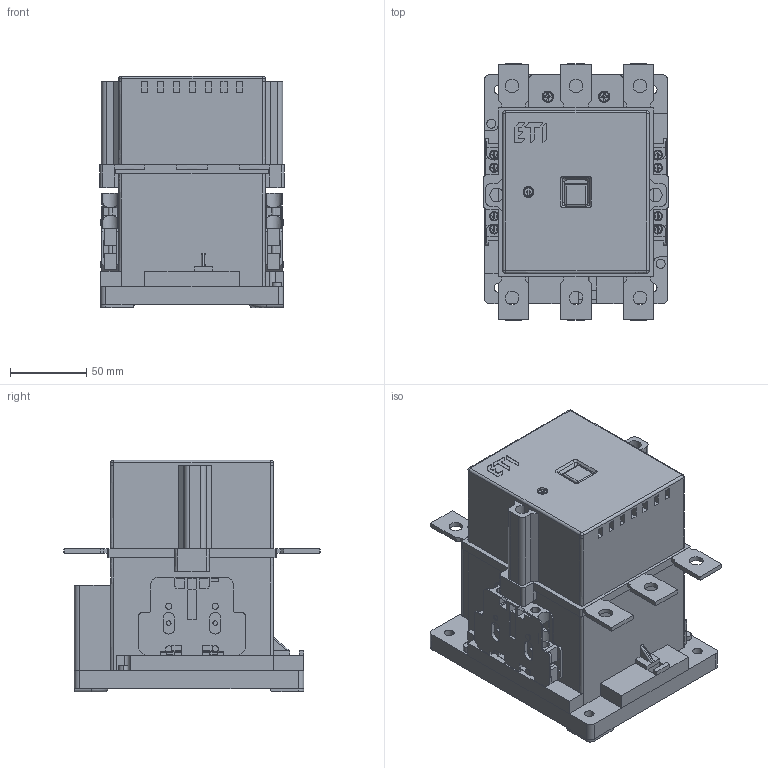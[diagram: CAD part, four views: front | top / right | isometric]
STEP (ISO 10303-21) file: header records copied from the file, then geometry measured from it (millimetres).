
FILE_DESCRIPTION((''),'2;1');
FILE_NAME('CES_140_22_ASM_ASM','2021-07-13T',('marketing.praksa'),('Audax d.o.o.'),'CREO PARAMETRIC BY PTC INC, 2017480','CREO PARAMETRIC BY PTC INC, 2017480','');
FILE_SCHEMA(('AUTOMOTIVE_DESIGN { 1 0 10303 214 1 1 1 1 }'));
Length unit declared in the file: millimetre
Products named in the file (14): BREP_4; BREP_4_1_2_3_4_5_1_1; SCREW3_1_1; L-ACC_ASM; BREP_5_1_2_1_1; SCREW3_1_1_1; R-ACC_ASM; SCREW42; BUTTON; FRONT2; CONTACT; PRT95382; ETI_LOGO1; CES_140_22_ASM_ASM
Assembly tree (20 placements, depth 3):
  CES_140_22_ASM_ASM
    BREP_4
    L-ACC_ASM
      BREP_4_1_2_3_4_5_1_1
      SCREW3_1_1  x4
    R-ACC_ASM
      BREP_5_1_2_1_1
      SCREW3_1_1_1  x4
    SCREW42
    BUTTON
    FRONT2
    CONTACT
    PRT95382  x2
    ETI_LOGO1
Bounding box: 121 x 168.06 x 151.8 mm (x, y, z)
Volume: 1828188.4 mm3; surface area: 181391.3 mm2
Topology: 25 solids, 25 shells, 1514 faces, 3887 edges, 2479 vertices
Faces by surface type: plane 1114, cylinder 302, extrusion 40, torus 24, cone 22, sphere 6, bspline 6
Entity records: 63652 total; most frequent: CARTESIAN_POINT 8661, ORIENTED_EDGE 6990, DIRECTION 6707, PRESENTATION_STYLE_ASSIGNMENT 4899, STYLED_ITEM 4899, CURVE_STYLE 3535, EDGE_CURVE 3495, VECTOR 2763
